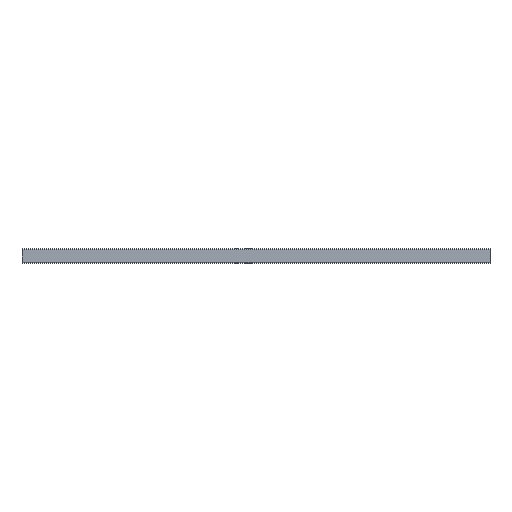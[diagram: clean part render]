
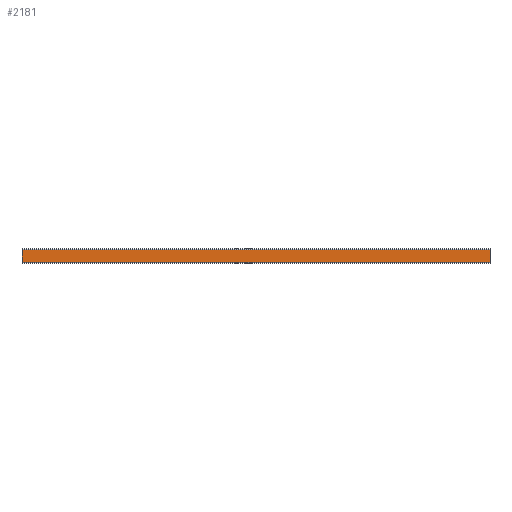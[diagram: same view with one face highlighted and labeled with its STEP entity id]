
A CAD part, top view. The second image highlights one B-rep face of the part: STEP entity #2181.
In plain terms, the highlighted planar face has unit normal (0, 0, 1).
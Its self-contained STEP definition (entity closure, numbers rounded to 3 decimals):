
#6 = VERTEX_POINT ( 'NONE', #954 ) ;
#26 = DIRECTION ( 'NONE',  ( -1., 0., 0. ) ) ;
#65 = ORIENTED_EDGE ( 'NONE', *, *, #1076, .T. ) ;
#234 = EDGE_CURVE ( 'NONE', #6, #375, #342, .T. ) ;
#251 = CARTESIAN_POINT ( 'NONE',  ( 1000., 12.998, 9.932 ) ) ;
#342 = LINE ( 'NONE', #1669, #2016 ) ;
#353 = CARTESIAN_POINT ( 'NONE',  ( 1000., 12.998, 9.932 ) ) ;
#355 = CARTESIAN_POINT ( 'NONE',  ( 1000., -12.998, 9.932 ) ) ;
#375 = VERTEX_POINT ( 'NONE', #536 ) ;
#466 = ORIENTED_EDGE ( 'NONE', *, *, #1834, .F. ) ;
#536 = CARTESIAN_POINT ( 'NONE',  ( 0., -12.998, 9.932 ) ) ;
#601 = CARTESIAN_POINT ( 'NONE',  ( 1000., 12.998, 9.932 ) ) ;
#652 = VECTOR ( 'NONE', #871, 1000. ) ;
#718 = CARTESIAN_POINT ( 'NONE',  ( 1000., -12.998, 9.932 ) ) ;
#871 = DIRECTION ( 'NONE',  ( -1., 0., 0. ) ) ;
#932 = EDGE_LOOP ( 'NONE', ( #1217, #466, #1974, #65 ) ) ;
#947 = DIRECTION ( 'NONE',  ( 0., 0., -1. ) ) ;
#954 = CARTESIAN_POINT ( 'NONE',  ( 0., 12.998, 9.932 ) ) ;
#986 = VERTEX_POINT ( 'NONE', #718 ) ;
#1029 = LINE ( 'NONE', #353, #1527 ) ;
#1076 = EDGE_CURVE ( 'NONE', #1571, #6, #1029, .T. ) ;
#1159 = AXIS2_PLACEMENT_3D ( 'NONE', #1825, #947, #2142 ) ;
#1217 = ORIENTED_EDGE ( 'NONE', *, *, #234, .T. ) ;
#1281 = FACE_OUTER_BOUND ( 'NONE', #932, .T. ) ;
#1411 = LINE ( 'NONE', #355, #652 ) ;
#1508 = VECTOR ( 'NONE', #1973, 1000. ) ;
#1527 = VECTOR ( 'NONE', #26, 1000. ) ;
#1571 = VERTEX_POINT ( 'NONE', #601 ) ;
#1669 = CARTESIAN_POINT ( 'NONE',  ( 0., 12.998, 9.932 ) ) ;
#1825 = CARTESIAN_POINT ( 'NONE',  ( 1000., 12.998, 9.932 ) ) ;
#1834 = EDGE_CURVE ( 'NONE', #986, #375, #1411, .T. ) ;
#1842 = DIRECTION ( 'NONE',  ( 0., -1., 0. ) ) ;
#1969 = EDGE_CURVE ( 'NONE', #1571, #986, #2157, .T. ) ;
#1973 = DIRECTION ( 'NONE',  ( 0., -1., 0. ) ) ;
#1974 = ORIENTED_EDGE ( 'NONE', *, *, #1969, .F. ) ;
#2004 = PLANE ( 'NONE',  #1159 ) ;
#2016 = VECTOR ( 'NONE', #1842, 1000. ) ;
#2142 = DIRECTION ( 'NONE',  ( 0., 1., 0. ) ) ;
#2157 = LINE ( 'NONE', #251, #1508 ) ;
#2181 = ADVANCED_FACE ( 'NONE', ( #1281 ), #2004, .F. ) ;
